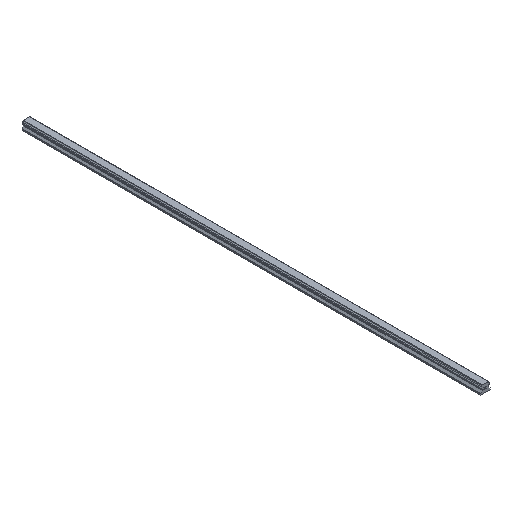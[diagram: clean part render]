
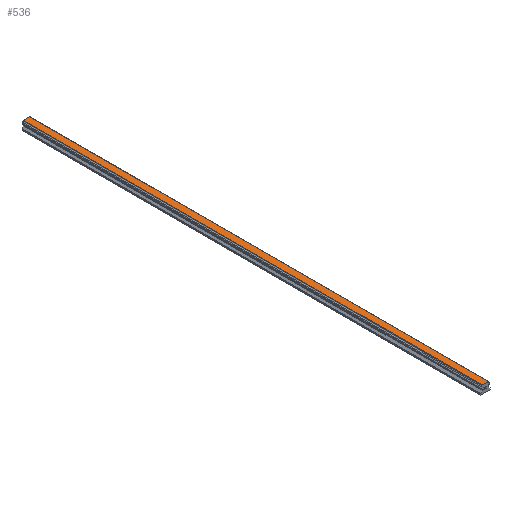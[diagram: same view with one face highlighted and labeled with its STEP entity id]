
A CAD part, isometric view. The second image highlights one B-rep face of the part: STEP entity #536.
In plain terms, the highlighted planar face has unit normal (0, 0, 1).
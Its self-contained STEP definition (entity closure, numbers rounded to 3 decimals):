
#536=ADVANCED_FACE('',(#1106),#1107,.T.);
#1106=FACE_OUTER_BOUND('',#1682,.T.);
#1107=PLANE('',#1683);
#1682=EDGE_LOOP('',(#3210,#3211,#3212,#3213));
#1683=AXIS2_PLACEMENT_3D('',#3214,#3215,#3216);
#3210=ORIENTED_EDGE('',*,*,#3796,.T.);
#3211=ORIENTED_EDGE('',*,*,#3930,.F.);
#3212=ORIENTED_EDGE('',*,*,#3677,.T.);
#3213=ORIENTED_EDGE('',*,*,#3928,.T.);
#3214=CARTESIAN_POINT('',(7.2,2140.0,38.));
#3215=DIRECTION('',(0.0,0.0,1.0));
#3216=DIRECTION('',(-1.0,0.0,0.0));
#3677=EDGE_CURVE('',#4498,#4496,#4499,.T.);
#3796=EDGE_CURVE('',#4691,#4689,#4692,.T.);
#3928=EDGE_CURVE('',#4496,#4691,#4838,.T.);
#3930=EDGE_CURVE('',#4498,#4689,#4840,.T.);
#4496=VERTEX_POINT('',#5617);
#4498=VERTEX_POINT('',#5620);
#4499=LINE('',#5621,#5622);
#4689=VERTEX_POINT('',#5901);
#4691=VERTEX_POINT('',#5904);
#4692=LINE('',#5905,#5906);
#4838=LINE('',#6081,#6082);
#4840=LINE('',#6084,#6085);
#5617=CARTESIAN_POINT('',(-14.4,2140.0,38.));
#5620=CARTESIAN_POINT('',(14.4,2140.0,38.));
#5621=CARTESIAN_POINT('',(14.4,2140.0,38.));
#5622=VECTOR('',#6474,1.0);
#5901=CARTESIAN_POINT('',(14.4,0.0,38.));
#5904=CARTESIAN_POINT('',(-14.4,0.0,38.));
#5905=CARTESIAN_POINT('',(0.0,0.0,38.));
#5906=VECTOR('',#6577,1.0);
#6081=CARTESIAN_POINT('',(-14.4,2140.0,38.));
#6082=VECTOR('',#6739,1.0);
#6084=CARTESIAN_POINT('',(14.4,2140.0,38.));
#6085=VECTOR('',#6740,1.0);
#6474=DIRECTION('',(-1.0,0.0,0.0));
#6577=DIRECTION('',(1.0,0.0,0.0));
#6739=DIRECTION('',(0.0,-1.0,0.0));
#6740=DIRECTION('',(0.0,-1.0,0.0));
